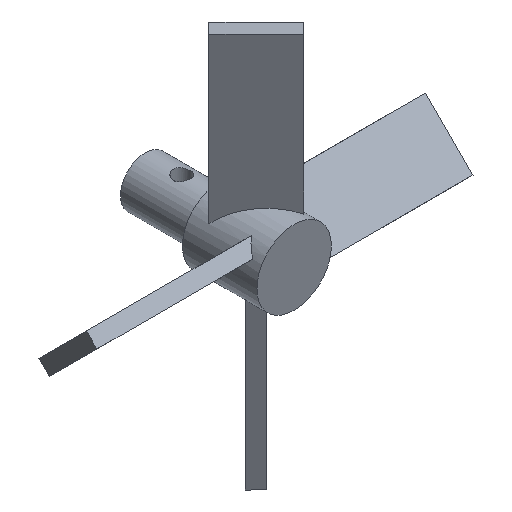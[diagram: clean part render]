
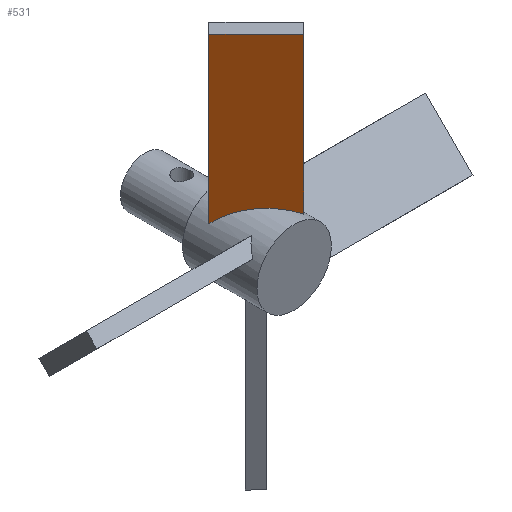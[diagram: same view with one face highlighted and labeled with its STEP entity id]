
A CAD part, isometric view. The second image highlights one B-rep face of the part: STEP entity #531.
In plain terms, the highlighted planar face has unit normal (-0.707, -0.707, 0).
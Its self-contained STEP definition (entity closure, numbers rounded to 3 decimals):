
#52=PLANE('',#612);
#70=ELLIPSE('',#582,21.213,15.);
#102=FACE_OUTER_BOUND('',#138,.T.);
#138=EDGE_LOOP('',(#459,#460,#461,#462));
#179=LINE('',#906,#220);
#181=LINE('',#910,#222);
#182=LINE('',#911,#223);
#220=VECTOR('',#747,1000.);
#222=VECTOR('',#751,1000.);
#223=VECTOR('',#752,1000.);
#251=VERTEX_POINT('',#825);
#252=VERTEX_POINT('',#826);
#276=VERTEX_POINT('',#905);
#277=VERTEX_POINT('',#909);
#303=EDGE_CURVE('',#251,#252,#70,.T.);
#340=EDGE_CURVE('',#276,#251,#179,.T.);
#342=EDGE_CURVE('',#277,#252,#181,.T.);
#343=EDGE_CURVE('',#276,#277,#182,.T.);
#459=ORIENTED_EDGE('',*,*,#340,.T.);
#460=ORIENTED_EDGE('',*,*,#303,.T.);
#461=ORIENTED_EDGE('',*,*,#342,.F.);
#462=ORIENTED_EDGE('',*,*,#343,.F.);
#531=ADVANCED_FACE('',(#102),#52,.F.);
#582=AXIS2_PLACEMENT_3D('',#827,#662,#663);
#612=AXIS2_PLACEMENT_3D('',#908,#749,#750);
#662=DIRECTION('center_axis',(0.707,0.707,0.));
#663=DIRECTION('ref_axis',(0.707,-0.707,0.));
#747=DIRECTION('',(0.,0.,-1.));
#749=DIRECTION('center_axis',(0.707,0.707,0.));
#750=DIRECTION('ref_axis',(-0.707,0.707,0.));
#751=DIRECTION('',(0.,0.,-1.));
#752=DIRECTION('',(0.707,-0.707,0.));
#825=CARTESIAN_POINT('',(-16.434,17.799,53.248));
#826=CARTESIAN_POINT('',(2.658,-1.293,56.68));
#827=CARTESIAN_POINT('Origin',(-4.864,6.229,43.702));
#905=CARTESIAN_POINT('',(-16.434,17.799,119.5));
#906=CARTESIAN_POINT('',(-16.434,17.799,119.5));
#908=CARTESIAN_POINT('Origin',(-16.434,17.799,119.5));
#909=CARTESIAN_POINT('',(2.658,-1.293,119.5));
#910=CARTESIAN_POINT('',(2.658,-1.293,119.5));
#911=CARTESIAN_POINT('',(-16.434,17.799,119.5));
